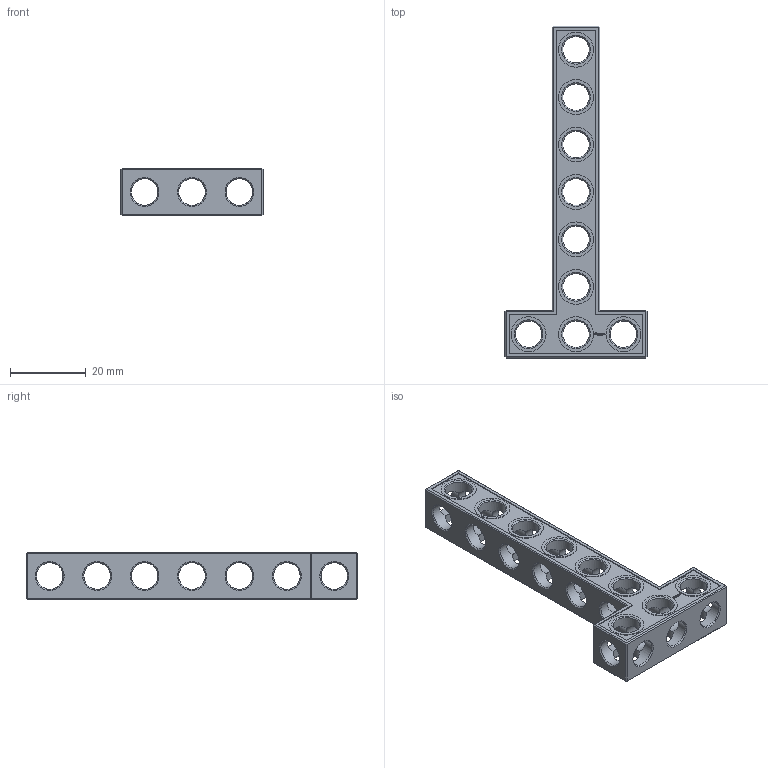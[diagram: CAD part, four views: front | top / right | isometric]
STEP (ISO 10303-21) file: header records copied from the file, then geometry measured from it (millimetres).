
FILE_DESCRIPTION(('FreeCAD Model'),'2;1');
FILE_NAME('Open CASCADE Shape Model','2021-08-07T21:05:31',( 'Paulo Kiefe'),('STEMFIE.org'),'Open CASCADE STEP processor 7.4', 'FreeCAD','Unknown');
FILE_SCHEMA(('AUTOMOTIVE_DESIGN { 1 0 10303 214 1 1 1 1 }'));
Length unit declared in the file: millimetre
Products named in the file (1): Beam_TSH_SYM_ESS_BU03x07x01_-_SPN-BEM-1005_(stemfie.org)
Bounding box: 37.5 x 87.5 x 12.5 mm (x, y, z)
Volume: 8783.3 mm3; surface area: 8012.7 mm2
Topology: 1 solids, 1 shells, 625 faces, 1810 edges, 1193 vertices
Faces by surface type: plane 382, extrusion 150, cylinder 55, cone 38
Full cylindrical faces by diameter (mm): 7 x46, 9.2 x9
Entity records: 52416 total; most frequent: CARTESIAN_POINT 13596, DIRECTION 5650, VECTOR 4083, LINE 3933, ORIENTED_EDGE 3620, PCURVE 3620, DEFINITIONAL_REPRESENTATION 3620, EDGE_CURVE 1810
